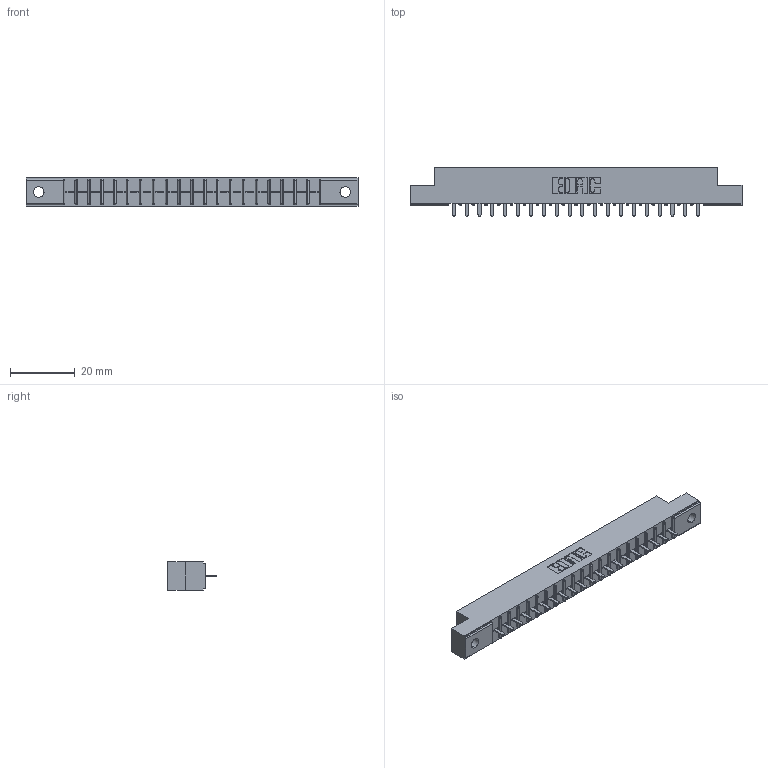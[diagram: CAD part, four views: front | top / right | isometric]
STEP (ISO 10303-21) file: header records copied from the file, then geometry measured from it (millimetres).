
FILE_DESCRIPTION (( 'STEP AP203' ), '1' );
FILE_NAME ('306-020-421-102.STEP', '2020-09-21T20:31:50', ( '' ), ( '' ), 'SwSTEP 2.0', 'SolidWorks 2020', '' );
FILE_SCHEMA (( 'CONFIG_CONTROL_DESIGN' ));
Length unit declared in the file: inch
Products named in the file (3): 306-020-421-102; 306 Part_.128 Dia; 306-290-001_121
Assembly tree (21 placements, depth 2):
  306-020-421-102
    306 Part_.128 Dia
    306-290-001_121  x20
Bounding box: 102.26 x 14.88 x 8.71 mm (x, y, z)
Volume: 6918.6 mm3; surface area: 9775.1 mm2
Topology: 21 solids, 21 shells, 1516 faces, 4256 edges, 2728 vertices
Faces by surface type: plane 1008, cylinder 428, sphere 80
Entity records: 21459 total; most frequent: CARTESIAN_POINT 3599, ORIENTED_EDGE 3564, DIRECTION 3552, EDGE_CURVE 1782, VECTOR 1382, LINE 1382, VERTEX_POINT 1132, AXIS2_PLACEMENT_3D 1085
